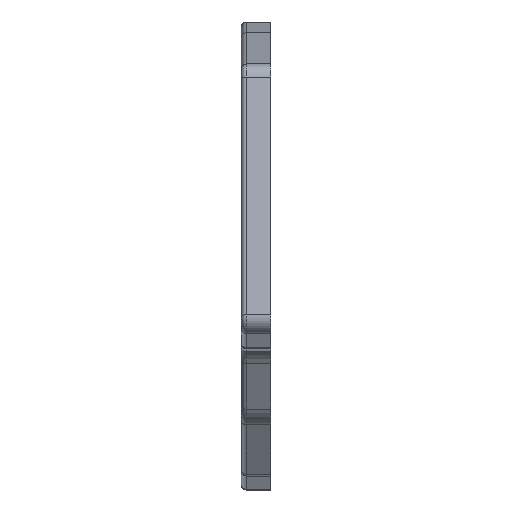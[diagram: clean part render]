
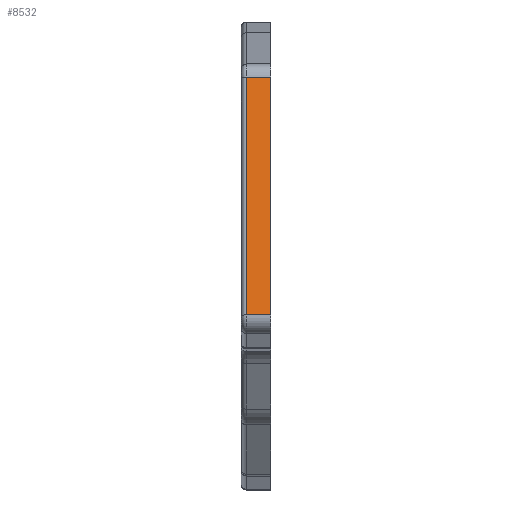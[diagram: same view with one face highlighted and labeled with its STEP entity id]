
A CAD part, left-side view. The second image highlights one B-rep face of the part: STEP entity #8532.
In plain terms, the highlighted planar face has unit normal (-0.986, 0, 0.169).
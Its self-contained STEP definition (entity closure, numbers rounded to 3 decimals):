
#8532=ADVANCED_FACE('',(#15718),#15720,.T.);
#15718=FACE_BOUND('',#15719,.T.);
#15719=EDGE_LOOP('',(#21613,#21614,#21615,#21616));
#15720=PLANE('',#15721);
#15721=AXIS2_PLACEMENT_3D('',#15722,#15723,#15724);
#15722=CARTESIAN_POINT('',(-127.486,1.99,37.764));
#15723=DIRECTION('',(-0.986,0.,0.169));
#15724=DIRECTION('',(-0.169,0.,-0.986));
#21613=ORIENTED_EDGE('',*,*,#24379,.T.);
#21614=ORIENTED_EDGE('',*,*,#24546,.T.);
#21615=ORIENTED_EDGE('',*,*,#24294,.F.);
#21616=ORIENTED_EDGE('',*,*,#24545,.F.);
#24294=EDGE_CURVE('',#28887,#28889,#28890,.T.);
#24379=EDGE_CURVE('',#29040,#29037,#29041,.T.);
#24545=EDGE_CURVE('',#29040,#28887,#29254,.T.);
#24546=EDGE_CURVE('',#29037,#28889,#29255,.T.);
#28887=VERTEX_POINT('',#39418);
#28889=VERTEX_POINT('',#39423);
#28890=LINE('',#39424,#39425);
#29037=VERTEX_POINT('',#39784);
#29040=VERTEX_POINT('',#39793);
#29041=LINE('',#39794,#39795);
#29254=LINE('',#40420,#40421);
#29255=LINE('',#40423,#40424);
#39418=CARTESIAN_POINT('',(-127.486,-4.2,37.764));
#39423=CARTESIAN_POINT('',(-136.114,-4.2,-12.448));
#39424=CARTESIAN_POINT('',(-127.486,-4.2,37.764));
#39425=VECTOR('',#39426,1.);
#39426=DIRECTION('',(-0.169,0.,-0.986));
#39784=CARTESIAN_POINT('',(-136.114,0.99,-12.448));
#39793=CARTESIAN_POINT('',(-127.486,0.99,37.764));
#39794=CARTESIAN_POINT('',(-127.486,0.99,37.764));
#39795=VECTOR('',#39796,1.);
#39796=DIRECTION('',(-0.169,0.,-0.986));
#40420=CARTESIAN_POINT('',(-127.486,0.99,37.764));
#40421=VECTOR('',#40422,1.);
#40422=DIRECTION('',(0.,-1.,0.));
#40423=CARTESIAN_POINT('',(-136.114,0.99,-12.448));
#40424=VECTOR('',#40425,1.);
#40425=DIRECTION('',(0.,-1.,0.));
